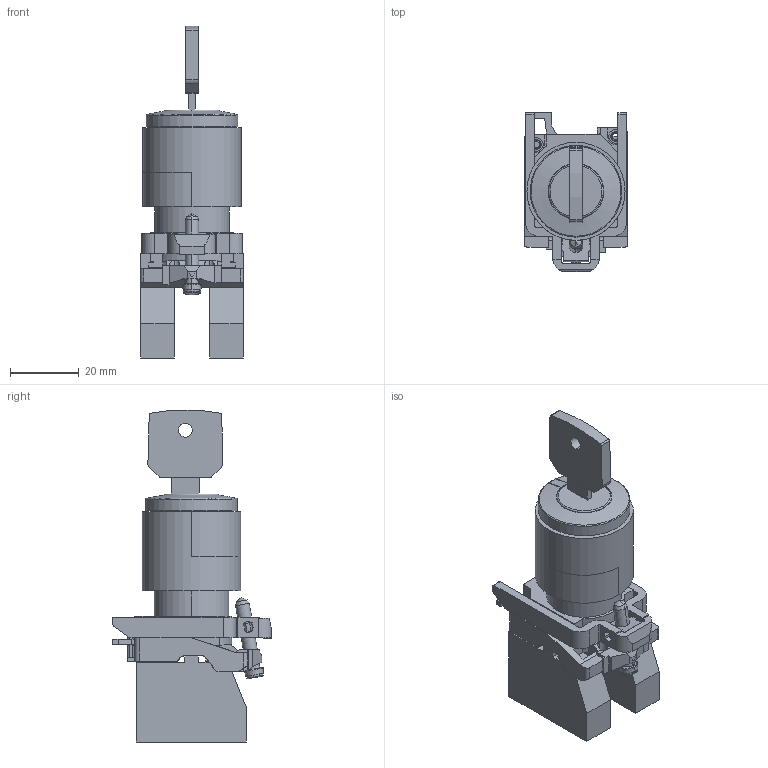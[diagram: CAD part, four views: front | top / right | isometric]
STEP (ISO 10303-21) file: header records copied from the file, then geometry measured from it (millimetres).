
FILE_DESCRIPTION((''),'2;1');
FILE_NAME('SB108856_3D-SOFTWARE_COLOUR','2013-09-16T',('SESA231906'),('Schneider-Electric'),'PRO/ENGINEER BY PARAMETRIC TECHNOLOGY CORPORATION, 2011410','PRO/ENGINEER BY PARAMETRIC TECHNOLOGY CORPORATION, 2011410','');
FILE_SCHEMA(('CONFIG_CONTROL_DESIGN'));
Length unit declared in the file: millimetre
Products named in the file (1): SB108856_3D-SOFTWARE_COLOUR
Bounding box: 29.9 x 46.3 x 96.43 mm (x, y, z)
Volume: 45696.2 mm3; surface area: 16932.3 mm2
Topology: 1 solids, 1 shells, 595 faces, 1803 edges, 1203 vertices
Faces by surface type: plane 430, cylinder 148, cone 10, torus 7
Entity records: 20667 total; most frequent: CARTESIAN_POINT 4182, ORIENTED_EDGE 3602, DIRECTION 3274, EDGE_CURVE 1801, VECTOR 1334, LINE 1334, VERTEX_POINT 1203, AXIS2_PLACEMENT_3D 970
